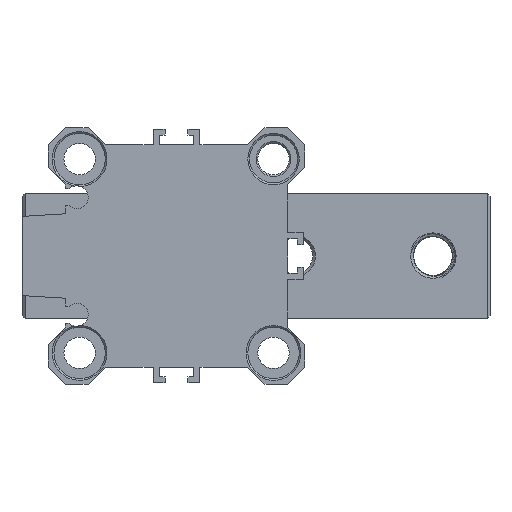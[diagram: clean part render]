
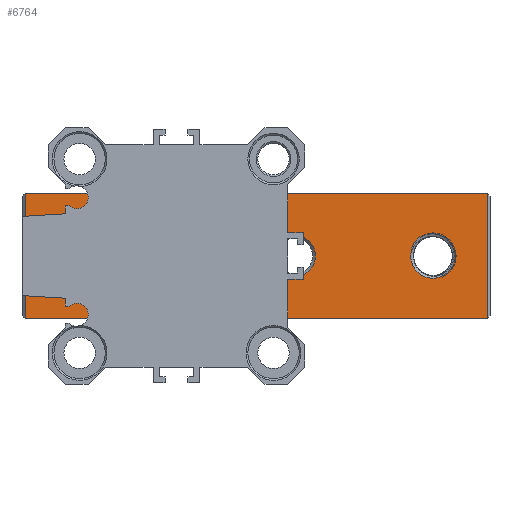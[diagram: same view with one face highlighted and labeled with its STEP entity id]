
A CAD part, front view. The second image highlights one B-rep face of the part: STEP entity #6764.
In plain terms, the highlighted planar face has unit normal (0, -1, 0).
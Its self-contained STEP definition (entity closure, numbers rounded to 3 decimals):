
#31=ELLIPSE('',#7270,3.948,3.945);
#138=PLANE('',#7269);
#210=FACE_BOUND('',#1065,.T.);
#211=FACE_BOUND('',#1066,.T.);
#212=FACE_BOUND('',#1067,.T.);
#213=FACE_BOUND('',#1068,.T.);
#375=B_SPLINE_CURVE_WITH_KNOTS('',3,(#14887,#14888,#14889,#14890,#14891,
#14892,#14893,#14894),.UNSPECIFIED.,.F.,.F.,(4,2,2,4),(-0.22,
-0.11,-0.056,0.),
 .UNSPECIFIED.);
#704=FACE_OUTER_BOUND('',#1064,.T.);
#1064=EDGE_LOOP('',(#5253,#5254,#5255,#5256));
#1065=EDGE_LOOP('',(#5257,#5258));
#1066=EDGE_LOOP('',(#5259,#5260));
#1067=EDGE_LOOP('',(#5261,#5262));
#1068=EDGE_LOOP('',(#5263,#5264,#5265,#5266));
#1555=LINE('',#14873,#2024);
#1559=LINE('',#14882,#2028);
#1560=LINE('',#14883,#2029);
#1561=LINE('',#14884,#2030);
#2024=VECTOR('',#8599,1000.);
#2028=VECTOR('',#8605,1000.);
#2029=VECTOR('',#8606,1000.);
#2030=VECTOR('',#8607,1000.);
#2273=CIRCLE('',#7154,3.9);
#2281=CIRCLE('',#7220,3.9);
#2288=CIRCLE('',#7230,3.6);
#2289=CIRCLE('',#7231,3.6);
#2293=CIRCLE('',#7236,8.5);
#2294=CIRCLE('',#7237,8.5);
#2297=CIRCLE('',#7241,3.6);
#2298=CIRCLE('',#7242,3.6);
#2761=VERTEX_POINT('',#10319);
#2764=VERTEX_POINT('',#10336);
#2889=VERTEX_POINT('',#14590);
#2902=VERTEX_POINT('',#14749);
#2903=VERTEX_POINT('',#14751);
#2907=VERTEX_POINT('',#14761);
#2908=VERTEX_POINT('',#14763);
#2911=VERTEX_POINT('',#14771);
#2912=VERTEX_POINT('',#14773);
#2932=VERTEX_POINT('',#14870);
#2933=VERTEX_POINT('',#14872);
#2936=VERTEX_POINT('',#14880);
#2937=VERTEX_POINT('',#14881);
#2938=VERTEX_POINT('',#14885);
#3562=EDGE_CURVE('',#2764,#2761,#2273,.T.);
#3743=EDGE_CURVE('',#2761,#2889,#2281,.T.);
#3763=EDGE_CURVE('',#2902,#2903,#2288,.T.);
#3764=EDGE_CURVE('',#2903,#2902,#2289,.T.);
#3769=EDGE_CURVE('',#2907,#2908,#2293,.T.);
#3770=EDGE_CURVE('',#2908,#2907,#2294,.T.);
#3774=EDGE_CURVE('',#2911,#2912,#2297,.T.);
#3775=EDGE_CURVE('',#2912,#2911,#2298,.T.);
#3803=EDGE_CURVE('',#2932,#2933,#1555,.T.);
#3807=EDGE_CURVE('',#2936,#2937,#1559,.T.);
#3808=EDGE_CURVE('',#2933,#2936,#1560,.T.);
#3809=EDGE_CURVE('',#2937,#2932,#1561,.T.);
#3810=EDGE_CURVE('',#2938,#2764,#31,.T.);
#3811=EDGE_CURVE('',#2889,#2938,#375,.T.);
#5253=ORIENTED_EDGE('',*,*,#3807,.F.);
#5254=ORIENTED_EDGE('',*,*,#3808,.F.);
#5255=ORIENTED_EDGE('',*,*,#3803,.F.);
#5256=ORIENTED_EDGE('',*,*,#3809,.F.);
#5257=ORIENTED_EDGE('',*,*,#3764,.F.);
#5258=ORIENTED_EDGE('',*,*,#3763,.F.);
#5259=ORIENTED_EDGE('',*,*,#3770,.F.);
#5260=ORIENTED_EDGE('',*,*,#3769,.F.);
#5261=ORIENTED_EDGE('',*,*,#3775,.F.);
#5262=ORIENTED_EDGE('',*,*,#3774,.F.);
#5263=ORIENTED_EDGE('',*,*,#3562,.F.);
#5264=ORIENTED_EDGE('',*,*,#3810,.F.);
#5265=ORIENTED_EDGE('',*,*,#3811,.F.);
#5266=ORIENTED_EDGE('',*,*,#3743,.F.);
#6764=ADVANCED_FACE('',(#704,#210,#211,#212,#213),#138,.F.);
#7154=AXIS2_PLACEMENT_3D('',#10349,#8295,#8296);
#7220=AXIS2_PLACEMENT_3D('',#14591,#8484,#8485);
#7230=AXIS2_PLACEMENT_3D('',#14752,#8511,#8512);
#7231=AXIS2_PLACEMENT_3D('',#14753,#8513,#8514);
#7236=AXIS2_PLACEMENT_3D('',#14764,#8524,#8525);
#7237=AXIS2_PLACEMENT_3D('',#14765,#8526,#8527);
#7241=AXIS2_PLACEMENT_3D('',#14774,#8535,#8536);
#7242=AXIS2_PLACEMENT_3D('',#14775,#8537,#8538);
#7269=AXIS2_PLACEMENT_3D('',#14879,#8603,#8604);
#7270=AXIS2_PLACEMENT_3D('',#14886,#8608,#8609);
#8295=DIRECTION('center_axis',(0.,-1.,0.));
#8296=DIRECTION('ref_axis',(0.,0.,
1.));
#8484=DIRECTION('center_axis',(0.,-1.,0.));
#8485=DIRECTION('ref_axis',(0.,0.,
1.));
#8511=DIRECTION('center_axis',(0.,-1.,0.));
#8512=DIRECTION('ref_axis',(0.,0.,
1.));
#8513=DIRECTION('center_axis',(0.,-1.,0.));
#8514=DIRECTION('ref_axis',(0.,0.,
1.));
#8524=DIRECTION('center_axis',(0.,-1.,0.));
#8525=DIRECTION('ref_axis',(0.,0.,
1.));
#8526=DIRECTION('center_axis',(0.,-1.,0.));
#8527=DIRECTION('ref_axis',(0.,0.,
1.));
#8535=DIRECTION('center_axis',(0.,-1.,0.));
#8536=DIRECTION('ref_axis',(0.,0.,
1.));
#8537=DIRECTION('center_axis',(0.,-1.,0.));
#8538=DIRECTION('ref_axis',(0.,0.,
1.));
#8599=DIRECTION('',(-1.,0.,0.));
#8603=DIRECTION('center_axis',(0.,1.,0.));
#8604=DIRECTION('ref_axis',(0.,0.,-1.));
#8605=DIRECTION('',(1.,0.,0.));
#8606=DIRECTION('',(0.,0.,1.));
#8607=DIRECTION('',(0.,0.,-1.));
#8608=DIRECTION('center_axis',(0.,-1.,0.));
#8609=DIRECTION('ref_axis',(-0.976,0.,-0.219));
#10319=CARTESIAN_POINT('',(47.678,60.525,-3.9));
#10336=CARTESIAN_POINT('',(43.855,60.525,0.771));
#10349=CARTESIAN_POINT('Origin',(47.678,60.525,0.));
#14590=CARTESIAN_POINT('',(46.645,60.525,3.761));
#14591=CARTESIAN_POINT('Origin',(47.678,60.525,0.));
#14749=CARTESIAN_POINT('',(23.478,60.525,-3.6));
#14751=CARTESIAN_POINT('',(23.478,60.525,3.6));
#14752=CARTESIAN_POINT('Origin',(23.478,60.525,0.));
#14753=CARTESIAN_POINT('Origin',(23.478,60.525,0.));
#14761=CARTESIAN_POINT('',(2.728,60.525,-8.5));
#14763=CARTESIAN_POINT('',(2.728,60.525,8.5));
#14764=CARTESIAN_POINT('Origin',(2.728,60.525,0.));
#14765=CARTESIAN_POINT('Origin',(2.728,60.525,0.));
#14771=CARTESIAN_POINT('',(-18.022,60.525,-3.6));
#14773=CARTESIAN_POINT('',(-18.022,60.525,3.6));
#14774=CARTESIAN_POINT('Origin',(-18.022,60.525,0.));
#14775=CARTESIAN_POINT('Origin',(-18.022,60.525,0.));
#14870=CARTESIAN_POINT('',(57.178,60.525,-11.));
#14872=CARTESIAN_POINT('',(-23.822,60.525,-11.));
#14873=CARTESIAN_POINT('',(-24.322,60.525,-11.));
#14879=CARTESIAN_POINT('Origin',(57.678,60.525,-11.));
#14880=CARTESIAN_POINT('',(-23.822,60.525,11.));
#14881=CARTESIAN_POINT('',(57.178,60.525,11.));
#14882=CARTESIAN_POINT('',(57.678,60.525,11.));
#14883=CARTESIAN_POINT('',(-23.822,60.525,-11.));
#14884=CARTESIAN_POINT('',(57.178,60.525,-11.));
#14885=CARTESIAN_POINT('',(44.709,60.525,2.759));
#14886=CARTESIAN_POINT('Origin',(47.77,60.525,0.269));
#14887=CARTESIAN_POINT('Ctrl Pts',(46.645,60.525,3.761));
#14888=CARTESIAN_POINT('Ctrl Pts',(46.283,60.525,3.689));
#14889=CARTESIAN_POINT('Ctrl Pts',(45.933,60.525,3.566));
#14890=CARTESIAN_POINT('Ctrl Pts',(45.446,60.525,3.314));
#14891=CARTESIAN_POINT('Ctrl Pts',(45.292,60.525,3.22));
#14892=CARTESIAN_POINT('Ctrl Pts',(44.991,60.525,3.008));
#14893=CARTESIAN_POINT('Ctrl Pts',(44.846,60.525,2.888));
#14894=CARTESIAN_POINT('Ctrl Pts',(44.709,60.525,2.759));
